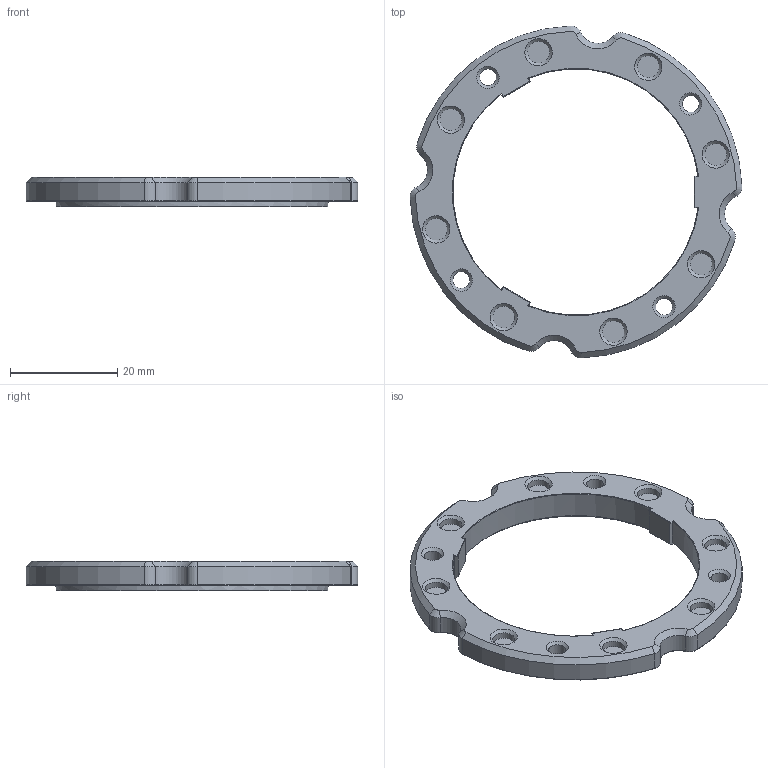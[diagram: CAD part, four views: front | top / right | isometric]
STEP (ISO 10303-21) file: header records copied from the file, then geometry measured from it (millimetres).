
FILE_DESCRIPTION(/* description */ (''),/* implementation_level */ '2;1');
FILE_NAME(/* name */ 'Knob Base 2.step',/* time_stamp */ '2023-08-28T17:23:38+01:00',/* author */ (''),/* organization */ (''),/* preprocessor_version */ 'ST-DEVELOPER v20',/* originating_system */ 'Autodesk Translation Framework v12.9.0.99',/* authorisation */ '');
FILE_SCHEMA (('AUTOMOTIVE_DESIGN { 1 0 10303 214 3 1 1 }'));
Length unit declared in the file: millimetre
Products named in the file (1): Knob Base
Bounding box: 61.97 x 61.97 x 5.49 mm (x, y, z)
Volume: 5792.8 mm3; surface area: 4576 mm2
Topology: 1 solids, 1 shells, 120 faces, 291 edges, 178 vertices
Faces by surface type: cylinder 41, cone 31, plane 29, torus 19
Full cylindrical faces by diameter (mm): 3.15 x4, 4.1 x8, 50.85 x1
Entity records: 3678 total; most frequent: CARTESIAN_POINT 730, DIRECTION 671, ORIENTED_EDGE 582, EDGE_CURVE 291, AXIS2_PLACEMENT_3D 277, VERTEX_POINT 178, CIRCLE 144, EDGE_LOOP 135
